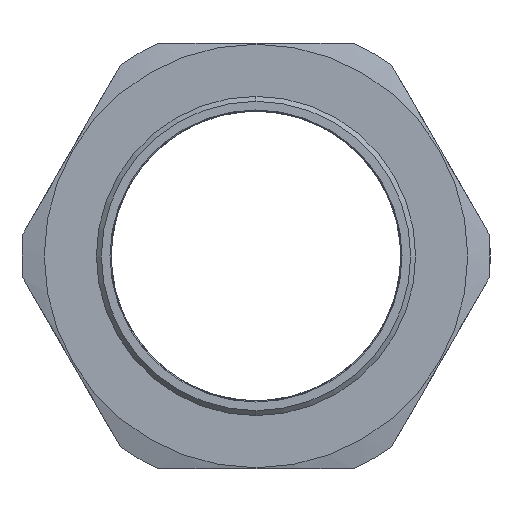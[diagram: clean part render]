
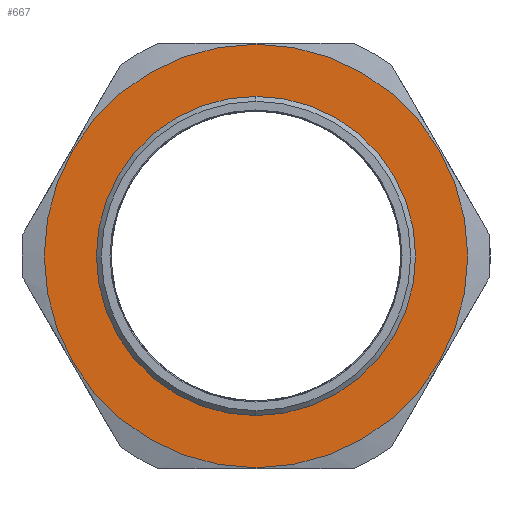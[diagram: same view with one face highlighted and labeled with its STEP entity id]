
A CAD part, left-side view. The second image highlights one B-rep face of the part: STEP entity #667.
In plain terms, the highlighted planar face has unit normal (-1, 0, 0).
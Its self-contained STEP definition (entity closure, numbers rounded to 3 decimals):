
#12 = ORIENTED_EDGE ( 'NONE', *, *, #3650, .T. ) ;
#159 = CARTESIAN_POINT ( 'NONE',  ( 15., 0., -37.5 ) ) ;
#326 = DIRECTION ( 'NONE',  ( 0., 0., 1. ) ) ;
#386 = FACE_OUTER_BOUND ( 'NONE', #2117, .T. ) ;
#409 = CARTESIAN_POINT ( 'NONE',  ( 15., 0., -49.75 ) ) ;
#455 = ORIENTED_EDGE ( 'NONE', *, *, #2213, .F. ) ;
#465 = AXIS2_PLACEMENT_3D ( 'NONE', #1791, #2504, #4279 ) ;
#480 = CARTESIAN_POINT ( 'NONE',  ( 15., 0., 0. ) ) ;
#656 = CIRCLE ( 'NONE', #465, 49.75 ) ;
#667 = ADVANCED_FACE ( 'NONE', ( #785, #386 ), #3757, .T. ) ;
#682 = CIRCLE ( 'NONE', #4376, 49.75 ) ;
#785 = FACE_BOUND ( 'NONE', #2230, .T. ) ;
#985 = DIRECTION ( 'NONE',  ( -1., 0., 0. ) ) ;
#999 = CARTESIAN_POINT ( 'NONE',  ( 15., 37.5, 0. ) ) ;
#1208 = VERTEX_POINT ( 'NONE', #159 ) ;
#1217 = CARTESIAN_POINT ( 'NONE',  ( 15., 0., 37.5 ) ) ;
#1317 = CARTESIAN_POINT ( 'NONE',  ( 15., 0., 0. ) ) ;
#1334 = EDGE_CURVE ( 'NONE', #3618, #1367, #682, .T. ) ;
#1367 = VERTEX_POINT ( 'NONE', #2792 ) ;
#1615 = AXIS2_PLACEMENT_3D ( 'NONE', #999, #985, #2726 ) ;
#1743 = DIRECTION ( 'NONE',  ( -1., 0., 0. ) ) ;
#1773 = DIRECTION ( 'NONE',  ( 0., 0., 1. ) ) ;
#1791 = CARTESIAN_POINT ( 'NONE',  ( 15., 0., 0. ) ) ;
#1892 = DIRECTION ( 'NONE',  ( -1., 0., 0. ) ) ;
#2117 = EDGE_LOOP ( 'NONE', ( #4305, #12 ) ) ;
#2121 = AXIS2_PLACEMENT_3D ( 'NONE', #480, #1892, #2280 ) ;
#2213 = EDGE_CURVE ( 'NONE', #1208, #3346, #4386, .T. ) ;
#2230 = EDGE_LOOP ( 'NONE', ( #455, #4084 ) ) ;
#2280 = DIRECTION ( 'NONE',  ( 0., 0., 1. ) ) ;
#2504 = DIRECTION ( 'NONE',  ( -1., 0., 0. ) ) ;
#2726 = DIRECTION ( 'NONE',  ( 0., 0., 1. ) ) ;
#2792 = CARTESIAN_POINT ( 'NONE',  ( 15., 0., 49.75 ) ) ;
#3239 = AXIS2_PLACEMENT_3D ( 'NONE', #4592, #1743, #326 ) ;
#3297 = CIRCLE ( 'NONE', #3239, 37.5 ) ;
#3346 = VERTEX_POINT ( 'NONE', #1217 ) ;
#3618 = VERTEX_POINT ( 'NONE', #409 ) ;
#3650 = EDGE_CURVE ( 'NONE', #1367, #3618, #656, .T. ) ;
#3757 = PLANE ( 'NONE',  #1615 ) ;
#4074 = EDGE_CURVE ( 'NONE', #3346, #1208, #3297, .T. ) ;
#4084 = ORIENTED_EDGE ( 'NONE', *, *, #4074, .F. ) ;
#4153 = DIRECTION ( 'NONE',  ( -1., 0., 0. ) ) ;
#4279 = DIRECTION ( 'NONE',  ( 0., 0., 1. ) ) ;
#4305 = ORIENTED_EDGE ( 'NONE', *, *, #1334, .T. ) ;
#4376 = AXIS2_PLACEMENT_3D ( 'NONE', #1317, #4153, #1773 ) ;
#4386 = CIRCLE ( 'NONE', #2121, 37.5 ) ;
#4592 = CARTESIAN_POINT ( 'NONE',  ( 15., 0., 0. ) ) ;
